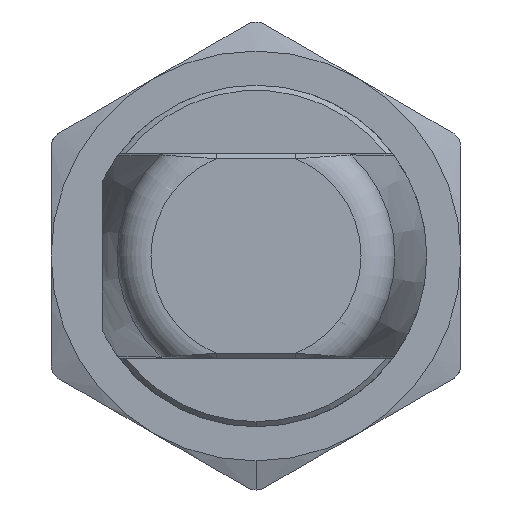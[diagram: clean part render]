
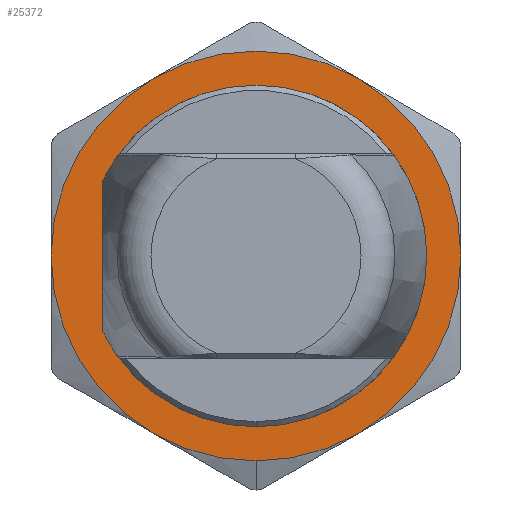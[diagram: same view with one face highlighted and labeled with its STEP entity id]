
A CAD part, left-side view. The second image highlights one B-rep face of the part: STEP entity #25372.
In plain terms, the highlighted face is planar.
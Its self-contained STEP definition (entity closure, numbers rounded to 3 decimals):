
#78 = CARTESIAN_POINT ( 'NONE',  ( 0., 0., -4. ) ) ;
#230 = ORIENTED_EDGE ( 'NONE', *, *, #17926, .F. ) ;
#353 = CARTESIAN_POINT ( 'NONE',  ( 8.25, 0., -4. ) ) ;
#1487 = CARTESIAN_POINT ( 'NONE',  ( 0., 0., -4. ) ) ;
#1653 = AXIS2_PLACEMENT_3D ( 'NONE', #20823, #16009, #4755 ) ;
#1693 = CIRCLE ( 'NONE', #18694, 12. ) ;
#1741 = CARTESIAN_POINT ( 'NONE',  ( 0., 0., -4. ) ) ;
#1779 = CARTESIAN_POINT ( 'NONE',  ( 0., 0., -4. ) ) ;
#1934 = CARTESIAN_POINT ( 'NONE',  ( 0., 0., -4. ) ) ;
#2054 = EDGE_CURVE ( 'NONE', #15406, #25967, #16956, .T. ) ;
#2057 = DIRECTION ( 'NONE',  ( 1., 0., 0. ) ) ;
#2305 = CIRCLE ( 'NONE', #11525, 12. ) ;
#2533 = DIRECTION ( 'NONE',  ( 1., 0., 0. ) ) ;
#2583 = EDGE_CURVE ( 'NONE', #23175, #24017, #28157, .T. ) ;
#3033 = DIRECTION ( 'NONE',  ( 1., 0., 0. ) ) ;
#3225 = EDGE_CURVE ( 'NONE', #25967, #25655, #17960, .T. ) ;
#3839 = AXIS2_PLACEMENT_3D ( 'NONE', #7910, #12460, #17445 ) ;
#4602 = ORIENTED_EDGE ( 'NONE', *, *, #2054, .F. ) ;
#4755 = DIRECTION ( 'NONE',  ( 1., 0., 0. ) ) ;
#4978 = VERTEX_POINT ( 'NONE', #23289 ) ;
#5045 = DIRECTION ( 'NONE',  ( 0., 0., 1. ) ) ;
#6105 = AXIS2_PLACEMENT_3D ( 'NONE', #1741, #18160, #2057 ) ;
#6233 = DIRECTION ( 'NONE',  ( 0., 0., 1. ) ) ;
#6380 = ORIENTED_EDGE ( 'NONE', *, *, #13865, .F. ) ;
#6383 = DIRECTION ( 'NONE',  ( 0., 0., 1. ) ) ;
#7630 = CARTESIAN_POINT ( 'NONE',  ( 0., 0., -4. ) ) ;
#7751 = EDGE_LOOP ( 'NONE', ( #230, #18192, #4602, #7984, #6380, #23207, #18903 ) ) ;
#7759 = ORIENTED_EDGE ( 'NONE', *, *, #28747, .T. ) ;
#7910 = CARTESIAN_POINT ( 'NONE',  ( 0., 0., -4. ) ) ;
#7984 = ORIENTED_EDGE ( 'NONE', *, *, #28481, .F. ) ;
#8203 = DIRECTION ( 'NONE',  ( 1., 0., 0. ) ) ;
#8552 = AXIS2_PLACEMENT_3D ( 'NONE', #29942, #13546, #27510 ) ;
#8947 = DIRECTION ( 'NONE',  ( 1., 0., 0. ) ) ;
#9260 = ORIENTED_EDGE ( 'NONE', *, *, #24903, .T. ) ;
#10140 = VERTEX_POINT ( 'NONE', #19704 ) ;
#10740 = PLANE ( 'NONE',  #16844 ) ;
#11525 = AXIS2_PLACEMENT_3D ( 'NONE', #78, #23347, #2533 ) ;
#12460 = DIRECTION ( 'NONE',  ( 0., 0., 1. ) ) ;
#12464 = VERTEX_POINT ( 'NONE', #353 ) ;
#12599 = VERTEX_POINT ( 'NONE', #17811 ) ;
#13312 = FACE_BOUND ( 'NONE', #21897, .T. ) ;
#13546 = DIRECTION ( 'NONE',  ( 0., 0., 1. ) ) ;
#13865 = EDGE_CURVE ( 'NONE', #10140, #4978, #24474, .T. ) ;
#15050 = AXIS2_PLACEMENT_3D ( 'NONE', #7630, #5045, #23559 ) ;
#15355 = CIRCLE ( 'NONE', #8552, 8.25 ) ;
#15406 = VERTEX_POINT ( 'NONE', #21647 ) ;
#15702 = CARTESIAN_POINT ( 'NONE',  ( 0., 12., -4. ) ) ;
#16009 = DIRECTION ( 'NONE',  ( 0., 0., 1. ) ) ;
#16844 = AXIS2_PLACEMENT_3D ( 'NONE', #19960, #17864, #3033 ) ;
#16956 = CIRCLE ( 'NONE', #3839, 12. ) ;
#17445 = DIRECTION ( 'NONE',  ( 1., 0., 0. ) ) ;
#17811 = CARTESIAN_POINT ( 'NONE',  ( -8.25, 0., -4. ) ) ;
#17864 = DIRECTION ( 'NONE',  ( 0., 0., 1. ) ) ;
#17926 = EDGE_CURVE ( 'NONE', #25655, #23175, #2305, .T. ) ;
#17960 = CIRCLE ( 'NONE', #24273, 12. ) ;
#18160 = DIRECTION ( 'NONE',  ( 0., 0., 1. ) ) ;
#18192 = ORIENTED_EDGE ( 'NONE', *, *, #3225, .F. ) ;
#18694 = AXIS2_PLACEMENT_3D ( 'NONE', #1779, #6383, #25179 ) ;
#18903 = ORIENTED_EDGE ( 'NONE', *, *, #2583, .F. ) ;
#19704 = CARTESIAN_POINT ( 'NONE',  ( -10.392, -6., -4. ) ) ;
#19960 = CARTESIAN_POINT ( 'NONE',  ( 20.785, 12., -4. ) ) ;
#20823 = CARTESIAN_POINT ( 'NONE',  ( 0., 0., -4. ) ) ;
#21647 = CARTESIAN_POINT ( 'NONE',  ( 10.392, -6., -4. ) ) ;
#21897 = EDGE_LOOP ( 'NONE', ( #7759, #9260 ) ) ;
#22411 = FACE_OUTER_BOUND ( 'NONE', #7751, .T. ) ;
#22570 = CIRCLE ( 'NONE', #26449, 12. ) ;
#23052 = CIRCLE ( 'NONE', #6105, 8.25 ) ;
#23175 = VERTEX_POINT ( 'NONE', #15702 ) ;
#23207 = ORIENTED_EDGE ( 'NONE', *, *, #28589, .F. ) ;
#23289 = CARTESIAN_POINT ( 'NONE',  ( 0., -12., -4. ) ) ;
#23347 = DIRECTION ( 'NONE',  ( 0., 0., 1. ) ) ;
#23559 = DIRECTION ( 'NONE',  ( 1., 0., 0. ) ) ;
#23742 = CARTESIAN_POINT ( 'NONE',  ( 12., 0., -4. ) ) ;
#24017 = VERTEX_POINT ( 'NONE', #28193 ) ;
#24273 = AXIS2_PLACEMENT_3D ( 'NONE', #1487, #6233, #8203 ) ;
#24474 = CIRCLE ( 'NONE', #1653, 12. ) ;
#24903 = EDGE_CURVE ( 'NONE', #12464, #12599, #15355, .T. ) ;
#25179 = DIRECTION ( 'NONE',  ( 1., 0., 0. ) ) ;
#25372 = ADVANCED_FACE ( 'NONE', ( #13312, #22411 ), #10740, .F. ) ;
#25655 = VERTEX_POINT ( 'NONE', #28784 ) ;
#25967 = VERTEX_POINT ( 'NONE', #23742 ) ;
#26449 = AXIS2_PLACEMENT_3D ( 'NONE', #1934, #29754, #8947 ) ;
#27510 = DIRECTION ( 'NONE',  ( 1., 0., 0. ) ) ;
#28157 = CIRCLE ( 'NONE', #15050, 12. ) ;
#28193 = CARTESIAN_POINT ( 'NONE',  ( -10.392, 6., -4. ) ) ;
#28481 = EDGE_CURVE ( 'NONE', #4978, #15406, #22570, .T. ) ;
#28589 = EDGE_CURVE ( 'NONE', #24017, #10140, #1693, .T. ) ;
#28747 = EDGE_CURVE ( 'NONE', #12599, #12464, #23052, .T. ) ;
#28784 = CARTESIAN_POINT ( 'NONE',  ( 10.392, 6., -4. ) ) ;
#29754 = DIRECTION ( 'NONE',  ( 0., 0., 1. ) ) ;
#29942 = CARTESIAN_POINT ( 'NONE',  ( 0., 0., -4. ) ) ;
